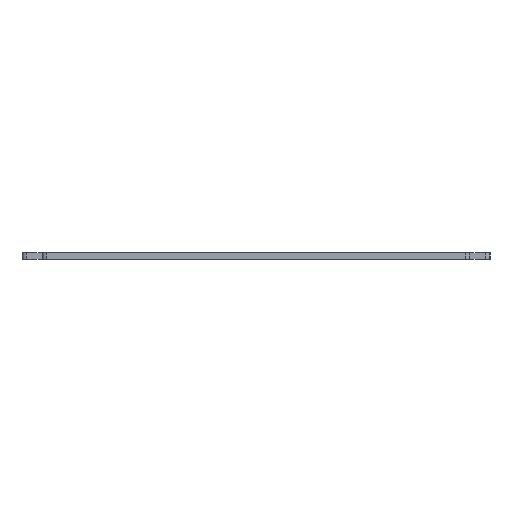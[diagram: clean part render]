
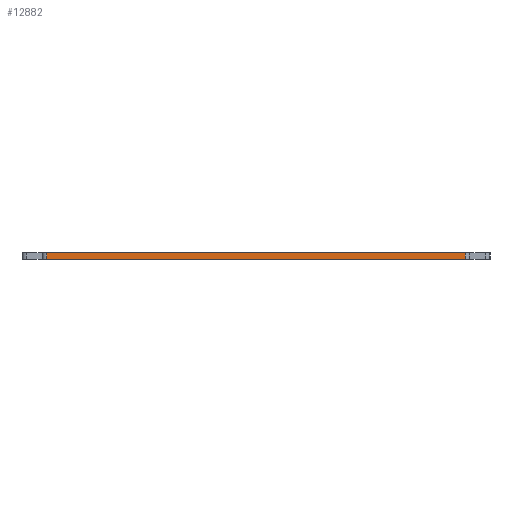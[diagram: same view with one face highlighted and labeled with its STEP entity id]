
A CAD part, left-side view. The second image highlights one B-rep face of the part: STEP entity #12882.
In plain terms, the highlighted planar face has unit normal (-1, 0, 0).
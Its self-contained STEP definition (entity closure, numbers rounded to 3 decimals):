
#1044=FACE_OUTER_BOUND('',#1742,.T.);
#1742=EDGE_LOOP('',(#11163,#11164,#11165,#11166));
#2453=LINE('',#17951,#3743);
#3672=LINE('',#21556,#4962);
#3673=LINE('',#21559,#4963);
#3674=LINE('',#21560,#4964);
#3743=VECTOR('',#14187,10.);
#4962=VECTOR('',#17750,10.);
#4963=VECTOR('',#17753,10.);
#4964=VECTOR('',#17754,10.);
#5034=VERTEX_POINT('',#17948);
#5035=VERTEX_POINT('',#17950);
#6249=VERTEX_POINT('',#21554);
#6250=VERTEX_POINT('',#21558);
#6294=EDGE_CURVE('',#5034,#5035,#2453,.T.);
#8097=EDGE_CURVE('',#5034,#6249,#3672,.T.);
#8098=EDGE_CURVE('',#6250,#6249,#3673,.T.);
#8099=EDGE_CURVE('',#5035,#6250,#3674,.T.);
#11163=ORIENTED_EDGE('',*,*,#8097,.T.);
#11164=ORIENTED_EDGE('',*,*,#8098,.F.);
#11165=ORIENTED_EDGE('',*,*,#8099,.F.);
#11166=ORIENTED_EDGE('',*,*,#6294,.F.);
#12265=PLANE('',#14115);
#12882=ADVANCED_FACE('',(#1044),#12265,.T.);
#14115=AXIS2_PLACEMENT_3D('',#21557,#17751,#17752);
#14187=DIRECTION('',(0.,1.,0.));
#17750=DIRECTION('',(0.,0.,1.));
#17751=DIRECTION('center_axis',(-1.,0.,0.));
#17752=DIRECTION('ref_axis',(0.,-1.,0.));
#17753=DIRECTION('',(0.,-1.,0.));
#17754=DIRECTION('',(0.,0.,1.));
#17948=CARTESIAN_POINT('',(0.1,-94.25,-0.75));
#17950=CARTESIAN_POINT('',(0.1,-1.,-0.75));
#17951=CARTESIAN_POINT('',(0.1,-94.25,-0.75));
#21554=CARTESIAN_POINT('',(0.1,-94.25,0.75));
#21556=CARTESIAN_POINT('',(0.1,-94.25,0.));
#21557=CARTESIAN_POINT('Origin',(0.1,-1.,0.));
#21558=CARTESIAN_POINT('',(0.1,-1.,0.75));
#21559=CARTESIAN_POINT('',(0.1,-94.25,0.75));
#21560=CARTESIAN_POINT('',(0.1,-1.,0.));
